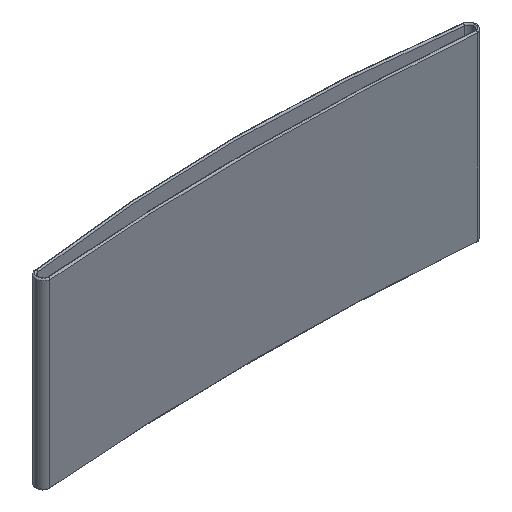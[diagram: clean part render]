
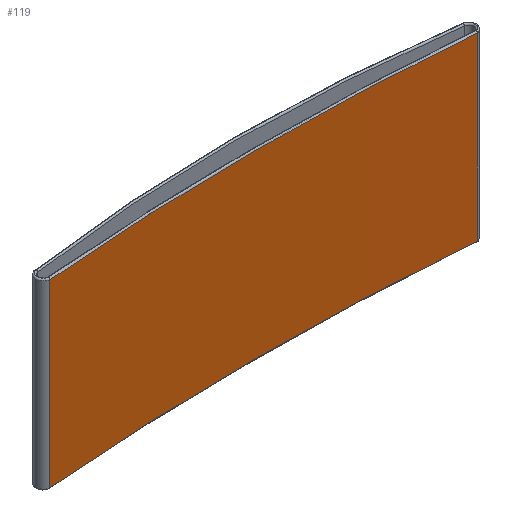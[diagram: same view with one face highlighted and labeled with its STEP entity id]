
A CAD part, isometric view. The second image highlights one B-rep face of the part: STEP entity #119.
In plain terms, the highlighted cylindrical face has radius 818.167 mm (diameter 1636.33 mm), a partial arc.
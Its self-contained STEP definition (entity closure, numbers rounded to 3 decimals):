
#5 = LINE ( 'NONE', #86, #453 ) ;
#26 = EDGE_LOOP ( 'NONE', ( #304, #340, #686, #149 ) ) ;
#30 = CARTESIAN_POINT ( 'NONE',  ( 70., -5., 60. ) ) ;
#59 = CIRCLE ( 'NONE', #160, 818.167 ) ;
#86 = CARTESIAN_POINT ( 'NONE',  ( -70., -5., 60. ) ) ;
#88 = VECTOR ( 'NONE', #346, 1000. ) ;
#101 = EDGE_CURVE ( 'NONE', #740, #106, #530, .T. ) ;
#106 = VERTEX_POINT ( 'NONE', #637 ) ;
#114 = LINE ( 'NONE', #30, #88 ) ;
#118 = AXIS2_PLACEMENT_3D ( 'NONE', #697, #325, #441 ) ;
#119 = ADVANCED_FACE ( 'NONE', ( #164 ), #332, .F. ) ;
#139 = DIRECTION ( 'NONE',  ( 0., 0., -1. ) ) ;
#149 = ORIENTED_EDGE ( 'NONE', *, *, #696, .T. ) ;
#160 = AXIS2_PLACEMENT_3D ( 'NONE', #427, #364, #792 ) ;
#164 = FACE_OUTER_BOUND ( 'NONE', #26, .T. ) ;
#225 = DIRECTION ( 'NONE',  ( 0., 0., -1. ) ) ;
#258 = VERTEX_POINT ( 'NONE', #615 ) ;
#273 = EDGE_CURVE ( 'NONE', #740, #258, #114, .T. ) ;
#304 = ORIENTED_EDGE ( 'NONE', *, *, #273, .F. ) ;
#307 = EDGE_CURVE ( 'NONE', #106, #516, #5, .T. ) ;
#325 = DIRECTION ( 'NONE',  ( 0., 0., 1. ) ) ;
#332 = CYLINDRICAL_SURFACE ( 'NONE', #496, 818.167 ) ;
#340 = ORIENTED_EDGE ( 'NONE', *, *, #101, .T. ) ;
#346 = DIRECTION ( 'NONE',  ( 0., 0., -1. ) ) ;
#364 = DIRECTION ( 'NONE',  ( 0., 0., -1. ) ) ;
#427 = CARTESIAN_POINT ( 'NONE',  ( 0., -820.167, 0.5 ) ) ;
#441 = DIRECTION ( 'NONE',  ( 1., 0., 0. ) ) ;
#453 = VECTOR ( 'NONE', #225, 1000. ) ;
#496 = AXIS2_PLACEMENT_3D ( 'NONE', #758, #139, #756 ) ;
#516 = VERTEX_POINT ( 'NONE', #725 ) ;
#530 = CIRCLE ( 'NONE', #118, 818.167 ) ;
#615 = CARTESIAN_POINT ( 'NONE',  ( 70., -5., 0.5 ) ) ;
#637 = CARTESIAN_POINT ( 'NONE',  ( -70., -5., 59.55 ) ) ;
#686 = ORIENTED_EDGE ( 'NONE', *, *, #307, .T. ) ;
#696 = EDGE_CURVE ( 'NONE', #516, #258, #59, .T. ) ;
#697 = CARTESIAN_POINT ( 'NONE',  ( 0., -820.167, 59.55 ) ) ;
#699 = CARTESIAN_POINT ( 'NONE',  ( 70., -5., 59.55 ) ) ;
#725 = CARTESIAN_POINT ( 'NONE',  ( -70., -5., 0.5 ) ) ;
#740 = VERTEX_POINT ( 'NONE', #699 ) ;
#756 = DIRECTION ( 'NONE',  ( -1., 0., 0. ) ) ;
#758 = CARTESIAN_POINT ( 'NONE',  ( 0., -820.167, 60. ) ) ;
#792 = DIRECTION ( 'NONE',  ( 1., 0., 0. ) ) ;
